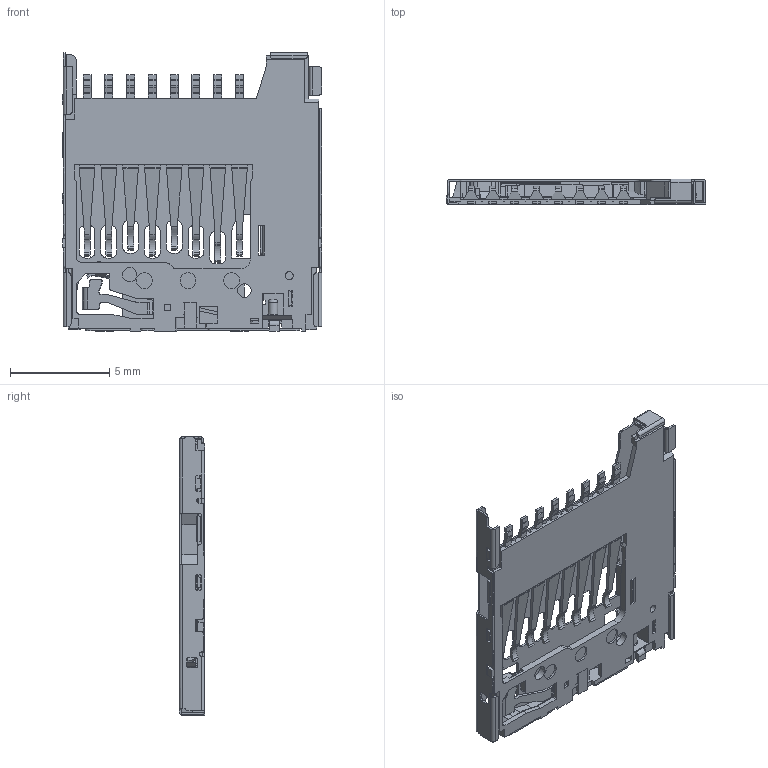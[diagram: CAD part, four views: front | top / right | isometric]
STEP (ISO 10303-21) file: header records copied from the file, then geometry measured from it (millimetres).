
FILE_DESCRIPTION(/* description */ ('STEP AP214'),/* implementation_level */ '2;1');
FILE_NAME(/* name */ 'MEM2080-00-128-00-A',/* time_stamp */ '2023-10-13T17:49:55+02:00',/* author */ ('License CC BY-ND 4.0'),/* organization */ ('CADENAS'),/* preprocessor_version */ 'ST-DEVELOPER v19.3',/* originating_system */ 'PARTsolutions',/* authorisation */ ' ');
FILE_SCHEMA (('AUTOMOTIVE_DESIGN {1 0 10303 214 3 1 1}'));
Length unit declared in the file: millimetre
Products named in the file (6): MEM2080-00-128-00-A; MEM2080-00-128-00-A_PART5; MEM2080-00-128-00-A_PART4; MEM2080-00-128-00-A_PART3; MEM2080-00-128-00-A_PART2; MEM2080-00-128-00-A_PART1
Assembly tree (5 placements, depth 2):
  MEM2080-00-128-00-A
    MEM2080-00-128-00-A_PART5
    MEM2080-00-128-00-A_PART4
    MEM2080-00-128-00-A_PART3
    MEM2080-00-128-00-A_PART2
    MEM2080-00-128-00-A_PART1
Bounding box: 13.1 x 1.28 x 14.05 mm (x, y, z)
Volume: 58.2 mm3; surface area: 773.7 mm2
Topology: 5 solids, 5 shells, 1518 faces, 4335 edges, 2835 vertices
Faces by surface type: plane 1101, cylinder 369, bspline 46, torus 1, cone 1
Full cylindrical faces by diameter (mm): 0.4 x2, 0.48 x2, 0.5 x2, 0.55 x8, 0.7 x1, 0.724 x1, 0.804 x3
Entity records: 55666 total; most frequent: CARTESIAN_POINT 9951, ORIENTED_EDGE 8612, DIRECTION 7857, EDGE_CURVE 4306, LINE 3499, VECTOR 3499, VERTEX_POINT 2828, AXIS2_PLACEMENT_3D 2179
